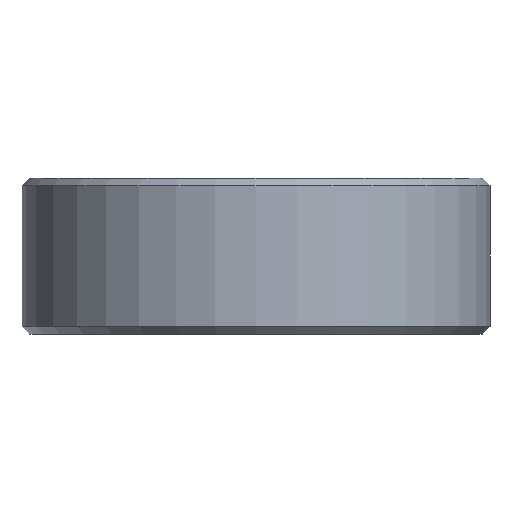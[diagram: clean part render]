
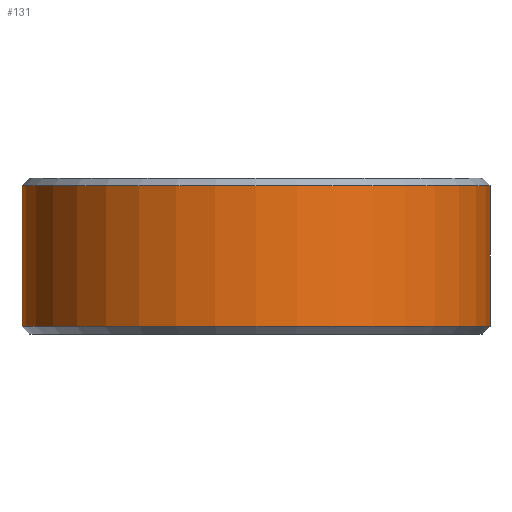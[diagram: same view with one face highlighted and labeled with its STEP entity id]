
A CAD part, front view. The second image highlights one B-rep face of the part: STEP entity #131.
In plain terms, the highlighted cylindrical face has radius 15 mm (diameter 30 mm), a partial arc.
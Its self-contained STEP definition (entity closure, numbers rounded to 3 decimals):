
#16 = VERTEX_POINT ( 'NONE', #264 ) ;
#79 = ORIENTED_EDGE ( 'NONE', *, *, #80, .F. ) ;
#80 = EDGE_CURVE ( 'NONE', #100, #16, #162, .T. ) ;
#91 = VERTEX_POINT ( 'NONE', #272 ) ;
#100 = VERTEX_POINT ( 'NONE', #195 ) ;
#108 = VERTEX_POINT ( 'NONE', #193 ) ;
#115 = EDGE_CURVE ( 'NONE', #100, #91, #223, .T. ) ;
#116 = EDGE_LOOP ( 'NONE', ( #79, #133, #135, #134 ) ) ;
#118 = EDGE_CURVE ( 'NONE', #91, #108, #209, .T. ) ;
#131 = ADVANCED_FACE ( 'NONE', ( #211 ), #328, .T. ) ;
#132 = EDGE_CURVE ( 'NONE', #108, #16, #319, .T. ) ;
#133 = ORIENTED_EDGE ( 'NONE', *, *, #115, .T. ) ;
#134 = ORIENTED_EDGE ( 'NONE', *, *, #132, .T. ) ;
#135 = ORIENTED_EDGE ( 'NONE', *, *, #118, .T. ) ;
#162 = LINE ( 'NONE', #181, #296 ) ;
#181 = CARTESIAN_POINT ( 'NONE',  ( -15., 0., 0. ) ) ;
#193 = CARTESIAN_POINT ( 'NONE',  ( 15., 0., -0.5 ) ) ;
#195 = CARTESIAN_POINT ( 'NONE',  ( -15., 0., -9.5 ) ) ;
#209 = LINE ( 'NONE', #334, #333 ) ;
#211 = FACE_OUTER_BOUND ( 'NONE', #116, .T. ) ;
#213 = DIRECTION ( 'NONE',  ( 1., 0., 0. ) ) ;
#214 = DIRECTION ( 'NONE',  ( 0., 0., 1. ) ) ;
#223 = CIRCLE ( 'NONE', #236, 15. ) ;
#234 = CARTESIAN_POINT ( 'NONE',  ( 0., 0., -9.5 ) ) ;
#236 = AXIS2_PLACEMENT_3D ( 'NONE', #234, #214, #213 ) ;
#264 = CARTESIAN_POINT ( 'NONE',  ( -15., 0., -0.5 ) ) ;
#272 = CARTESIAN_POINT ( 'NONE',  ( 15., 0., -9.5 ) ) ;
#295 = DIRECTION ( 'NONE',  ( 0., 0., 1. ) ) ;
#296 = VECTOR ( 'NONE', #295, 1000. ) ;
#315 = DIRECTION ( 'NONE',  ( -1., 0., 0. ) ) ;
#316 = DIRECTION ( 'NONE',  ( 0., 0., -1. ) ) ;
#317 = CARTESIAN_POINT ( 'NONE',  ( 0., 0., -0.5 ) ) ;
#318 = AXIS2_PLACEMENT_3D ( 'NONE', #317, #316, #315 ) ;
#319 = CIRCLE ( 'NONE', #318, 15. ) ;
#321 = DIRECTION ( 'NONE',  ( 1., 0., 0. ) ) ;
#322 = DIRECTION ( 'NONE',  ( 0., 0., 1. ) ) ;
#323 = CARTESIAN_POINT ( 'NONE',  ( 0., 0., 0. ) ) ;
#328 = CYLINDRICAL_SURFACE ( 'NONE', #331, 15. ) ;
#331 = AXIS2_PLACEMENT_3D ( 'NONE', #323, #322, #321 ) ;
#332 = DIRECTION ( 'NONE',  ( 0., 0., 1. ) ) ;
#333 = VECTOR ( 'NONE', #332, 1000. ) ;
#334 = CARTESIAN_POINT ( 'NONE',  ( 15., 0., 0. ) ) ;
